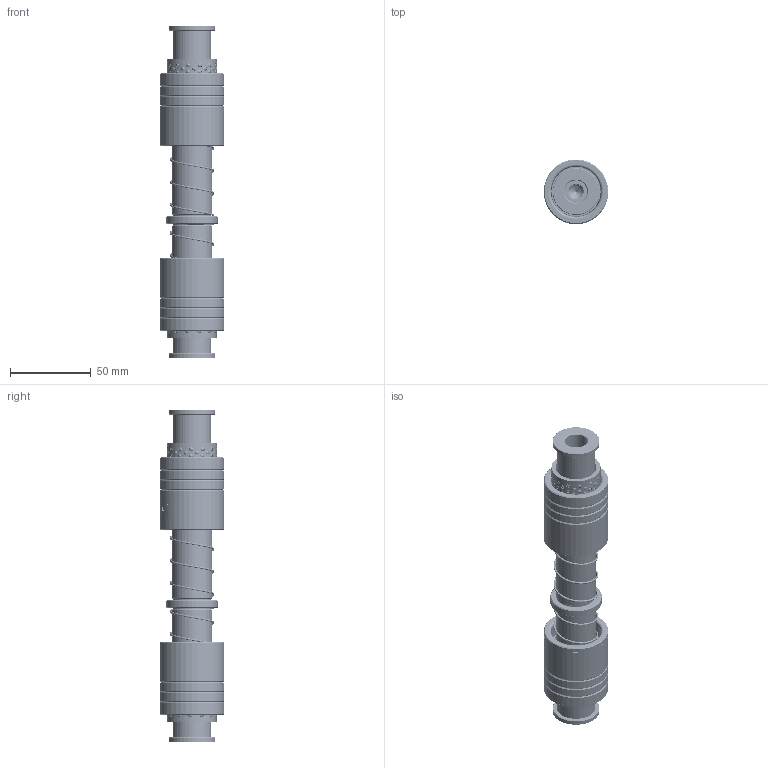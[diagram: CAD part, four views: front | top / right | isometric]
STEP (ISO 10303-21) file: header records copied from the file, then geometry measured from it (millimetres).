
FILE_DESCRIPTION (( 'STEP AP214' ), '1' );
FILE_NAME ('BJGPW BSGPW-D25-LA90-LB60-絳杶45.STEP', '2021-09-29T09:23:38', ( 'User' ), ( 'china' ), 'SwSTEP 2.0', 'SolidWorks 2016', '' );
FILE_SCHEMA (( 'AUTOMOTIVE_DESIGN' ));
Length unit declared in the file: millimetre
Products named in the file (10): BSH BJH-D30.5-25.5-L40; BALL-D3; HWP-B-D27.9-d25.5-L80; HWP-B-D27.9-d25.5-L50; GGTK-D29-d24 - 25; GBBW-D40-d31-L45; GBBW--D40-d31-L45; GPWH-D25-90-60-10; BJGPW BSGPW-D25-LA90-LB60-絳杶45
Assembly tree (231 placements, depth 3):
  BJGPW BSGPW-D25-LA90-LB60-絳杶45
    GPWH-D25-90-60-10
    GBBW--D40-d31-L45
    GBBW-D40-d31-L45
    GGTK-D29-d24 - 25  x2
    HWP-B-D27.9-d25.5-L50
    HWP-B-D27.9-d25.5-L80
    BSH BJH-D30.5-25.5-L40  x2
      BSH BJH-D30.5-25.5-L40
      BALL-D3
Bounding box: 40 x 40 x 206 mm (x, y, z)
Volume: 154623.4 mm3; surface area: 84569.1 mm2
Topology: 451 solids, 451 shells, 1990 faces, 8546 edges, 5660 vertices
Faces by surface type: sphere 1768, cone 80, cylinder 76, plane 38, torus 16, bspline 12
Entity records: 45489 total; most frequent: CARTESIAN_POINT 27582, ORIENTED_EDGE 3582, DIRECTION 3177, EDGE_CURVE 1791, AXIS2_PLACEMENT_3D 1505, VERTEX_POINT 1164, EDGE_LOOP 1079, B_SPLINE_CURVE_WITH_KNOTS 974
